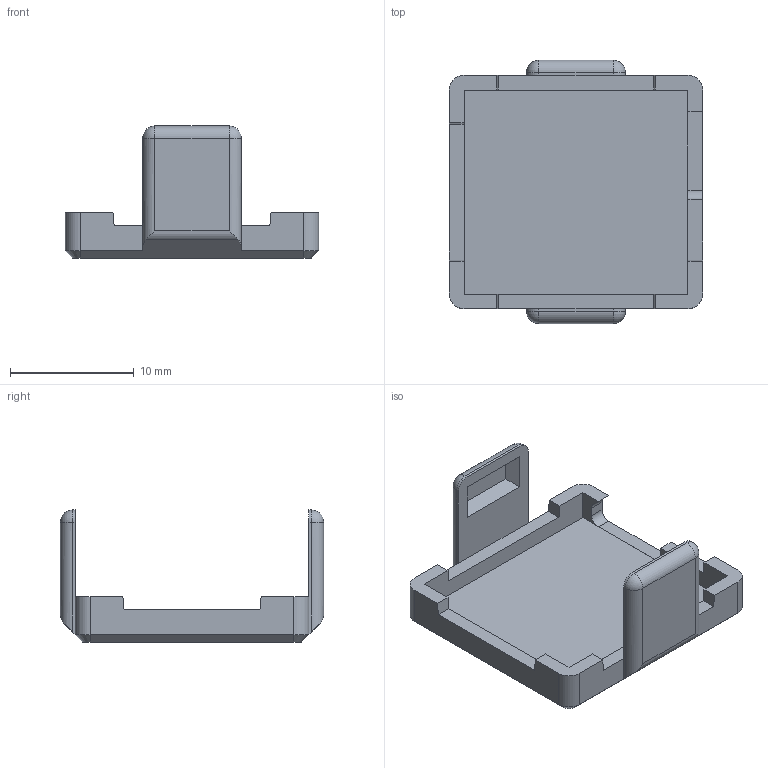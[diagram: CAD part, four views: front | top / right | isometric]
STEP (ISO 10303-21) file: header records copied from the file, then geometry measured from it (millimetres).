
FILE_DESCRIPTION (( 'STEP AP214' ), '1' );
FILE_NAME ('enclosure_V2_lower.STEP', '2024-10-21T00:08:40', ( '' ), ( '' ), 'SwSTEP 2.0', 'SolidWorks 2024', '' );
FILE_SCHEMA (( 'AUTOMOTIVE_DESIGN' ));
Length unit declared in the file: millimetre
Products named in the file (2): lower; enclosure_V2_lower
Assembly tree (1 placements, depth 2):
  enclosure_V2_lower
    lower
Bounding box: 20.5 x 21.3 x 10.68 mm (x, y, z)
Volume: 742.3 mm3; surface area: 1399.8 mm2
Topology: 1 solids, 1 shells, 84 faces, 218 edges, 134 vertices
Faces by surface type: plane 57, cylinder 16, cone 4, sphere 4, bspline 3
Entity records: 2589 total; most frequent: CARTESIAN_POINT 541, ORIENTED_EDGE 428, DIRECTION 396, EDGE_CURVE 214, VECTOR 170, LINE 170, VERTEX_POINT 134, AXIS2_PLACEMENT_3D 113
